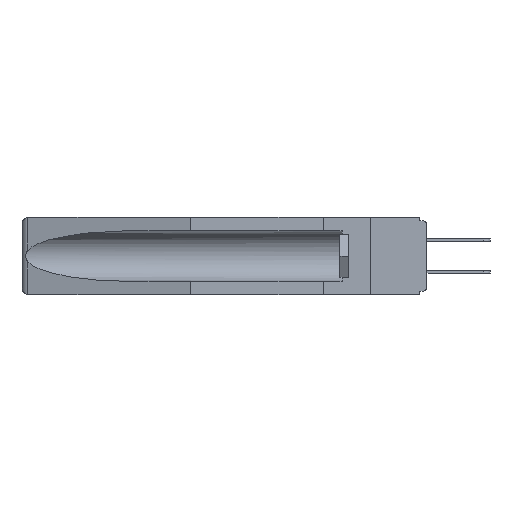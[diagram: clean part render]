
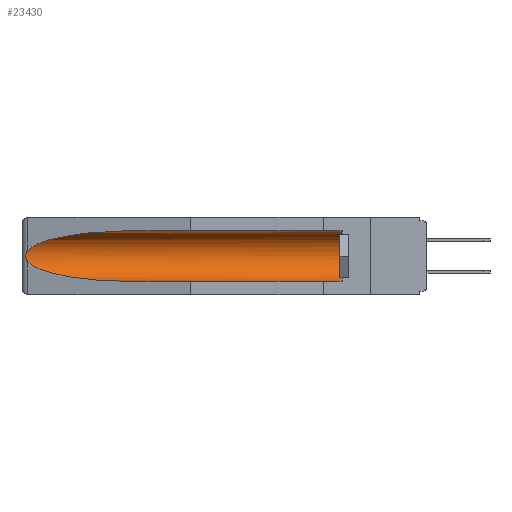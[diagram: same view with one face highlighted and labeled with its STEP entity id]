
A CAD part, left-side view. The second image highlights one B-rep face of the part: STEP entity #23430.
In plain terms, the highlighted cylindrical face has radius 2.857 mm (diameter 5.715 mm), a partial arc.
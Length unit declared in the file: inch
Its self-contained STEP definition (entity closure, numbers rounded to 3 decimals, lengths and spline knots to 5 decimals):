
#309 = EDGE_CURVE ( 'NONE', #2940, #20728, #1508, .T. ) ;
#334 = CARTESIAN_POINT ( 'NONE',  ( 0.155, -0.30754, -0.284 ) ) ;
#379 = B_SPLINE_CURVE_WITH_KNOTS ( 'NONE', 3,
 ( #12832, #13012, #11077, #3940, #16808, #1896, #5815, #3624, #23915, #18680 ),
 .UNSPECIFIED., .F., .F.,
 ( 4, 2, 2, 2, 4 ),
 ( 0., 0.00029, 0.00058, 0.00087, 0.00117 ),
 .UNSPECIFIED. ) ;
#598 = CARTESIAN_POINT ( 'NONE',  ( 0.155, 1.07973, -0.059 ) ) ;
#923 = CARTESIAN_POINT ( 'NONE',  ( 0.155, -0.30754, -0.1715 ) ) ;
#1508 = LINE ( 'NONE', #21696, #14179 ) ;
#1896 = CARTESIAN_POINT ( 'NONE',  ( 0.2675, 1.53308, -0.17534 ) ) ;
#2019 = ORIENTED_EDGE ( 'NONE', *, *, #18842, .F. ) ;
#2282 = ORIENTED_EDGE ( 'NONE', *, *, #18557, .T. ) ;
#2758 = CARTESIAN_POINT ( 'NONE',  ( 0.26537, 1.52718, -0.19328 ) ) ;
#2833 = CARTESIAN_POINT ( 'NONE',  ( 0.155, 1.07973, -0.284 ) ) ;
#2940 = VERTEX_POINT ( 'NONE', #2973 ) ;
#2973 = CARTESIAN_POINT ( 'NONE',  ( 0.155, 0.126, -0.059 ) ) ;
#3624 = CARTESIAN_POINT ( 'NONE',  ( 0.26655, 1.53094, -0.18657 ) ) ;
#3940 = CARTESIAN_POINT ( 'NONE',  ( 0.2673, 1.5327, -0.16383 ) ) ;
#4033 = CARTESIAN_POINT ( 'NONE',  ( 0.155, 0.126, -0.284 ) ) ;
#4060 = CARTESIAN_POINT ( 'NONE',  ( 0.26537, 1.52718, -0.19328 ) ) ;
#4625 = CARTESIAN_POINT ( 'NONE',  ( 0.21114, 1.30732, -0.284 ) ) ;
#5815 = CARTESIAN_POINT ( 'NONE',  ( 0.2673, 1.53269, -0.17917 ) ) ;
#5969 = DIRECTION ( 'NONE',  ( 0., 0., 1. ) ) ;
#6116 = ORIENTED_EDGE ( 'NONE', *, *, #309, .T. ) ;
#6713 = CARTESIAN_POINT ( 'NONE',  ( 0.25451, 1.48313, -0.24835 ) ) ;
#6831 = CYLINDRICAL_SURFACE ( 'NONE', #12297, 0.1125 ) ;
#7013 = CARTESIAN_POINT ( 'NONE',  ( 0.155, 1.07973, -0.284 ) ) ;
#7192 = DIRECTION ( 'NONE',  ( 0., -1., 0. ) ) ;
#8168 = EDGE_CURVE ( 'NONE', #22052, #2940, #11919, .T. ) ;
#8384 = VECTOR ( 'NONE', #17041, 39.37008 ) ;
#9698 = ORIENTED_EDGE ( 'NONE', *, *, #23482, .T. ) ;
#9726 = CARTESIAN_POINT ( 'NONE',  ( 0.25451, 1.48313, -0.09465 ) ) ;
#10541 = DIRECTION ( 'NONE',  ( 0., 1., 0. ) ) ;
#10793 = ORIENTED_EDGE ( 'NONE', *, *, #20384, .T. ) ;
#10961 = ORIENTED_EDGE ( 'NONE', *, *, #8168, .T. ) ;
#11077 = CARTESIAN_POINT ( 'NONE',  ( 0.26654, 1.53092, -0.15636 ) ) ;
#11363 = CARTESIAN_POINT ( 'NONE',  ( 0.155, 1.07973, -0.059 ) ) ;
#11919 = CIRCLE ( 'NONE', #19547, 0.1125 ) ;
#11953 = DIRECTION ( 'NONE',  ( 0., 1., 0. ) ) ;
#12009 = CARTESIAN_POINT ( 'NONE',  ( 0.26537, 1.52718, -0.14972 ) ) ;
#12297 = AXIS2_PLACEMENT_3D ( 'NONE', #923, #11953, #5969 ) ;
#12832 = CARTESIAN_POINT ( 'NONE',  ( 0.26537, 1.52718, -0.14972 ) ) ;
#13012 = CARTESIAN_POINT ( 'NONE',  ( 0.26597, 1.52961, -0.15275 ) ) ;
#13264 =( BOUNDED_CURVE ( )  B_SPLINE_CURVE ( 3, ( #2758, #6713, #4625, #2833 ),
 .UNSPECIFIED., .F., .F. ) 
 B_SPLINE_CURVE_WITH_KNOTS ( ( 4, 4 ),
 ( 0.1948, 1.5708 ),
 .UNSPECIFIED. ) 
 CURVE ( )  GEOMETRIC_REPRESENTATION_ITEM ( )  RATIONAL_B_SPLINE_CURVE ( ( 1., 0.848, 0.848, 1. ) ) 
 REPRESENTATION_ITEM ( '' )  );
#13503 = CARTESIAN_POINT ( 'NONE',  ( 0.26537, 1.52718, -0.14972 ) ) ;
#13652 = CARTESIAN_POINT ( 'NONE',  ( 0.21114, 1.30732, -0.059 ) ) ;
#13941 = VERTEX_POINT ( 'NONE', #4060 ) ;
#14179 = VECTOR ( 'NONE', #10541, 39.37008 ) ;
#14476 = CARTESIAN_POINT ( 'NONE',  ( 0.155, 0.126, -0.1715 ) ) ;
#14763 =( BOUNDED_CURVE ( )  B_SPLINE_CURVE ( 3, ( #598, #13652, #9726, #13503 ),
 .UNSPECIFIED., .F., .T. ) 
 B_SPLINE_CURVE_WITH_KNOTS ( ( 4, 4 ),
 ( 4.71239, 6.08839 ),
 .UNSPECIFIED. ) 
 CURVE ( )  GEOMETRIC_REPRESENTATION_ITEM ( )  RATIONAL_B_SPLINE_CURVE ( ( 1., 0.848, 0.848, 1. ) ) 
 REPRESENTATION_ITEM ( '' )  );
#14776 = EDGE_LOOP ( 'NONE', ( #2282, #9698, #10793, #2019, #10961, #6116 ) ) ;
#16324 = DIRECTION ( 'NONE',  ( 0., 0., 1. ) ) ;
#16808 = CARTESIAN_POINT ( 'NONE',  ( 0.2675, 1.53308, -0.16763 ) ) ;
#17041 = DIRECTION ( 'NONE',  ( 0., 1., 0. ) ) ;
#18557 = EDGE_CURVE ( 'NONE', #20728, #22203, #14763, .T. ) ;
#18680 = CARTESIAN_POINT ( 'NONE',  ( 0.26537, 1.52718, -0.19328 ) ) ;
#18842 = EDGE_CURVE ( 'NONE', #22052, #21076, #19579, .T. ) ;
#19547 = AXIS2_PLACEMENT_3D ( 'NONE', #14476, #7192, #16324 ) ;
#19579 = LINE ( 'NONE', #334, #8384 ) ;
#20384 = EDGE_CURVE ( 'NONE', #13941, #21076, #13264, .T. ) ;
#20728 = VERTEX_POINT ( 'NONE', #11363 ) ;
#21076 = VERTEX_POINT ( 'NONE', #7013 ) ;
#21696 = CARTESIAN_POINT ( 'NONE',  ( 0.155, -0.30754, -0.059 ) ) ;
#22052 = VERTEX_POINT ( 'NONE', #4033 ) ;
#22203 = VERTEX_POINT ( 'NONE', #12009 ) ;
#23268 = FACE_OUTER_BOUND ( 'NONE', #14776, .T. ) ;
#23430 = ADVANCED_FACE ( 'NONE', ( #23268 ), #6831, .F. ) ;
#23482 = EDGE_CURVE ( 'NONE', #22203, #13941, #379, .T. ) ;
#23915 = CARTESIAN_POINT ( 'NONE',  ( 0.26597, 1.5296, -0.19026 ) ) ;
